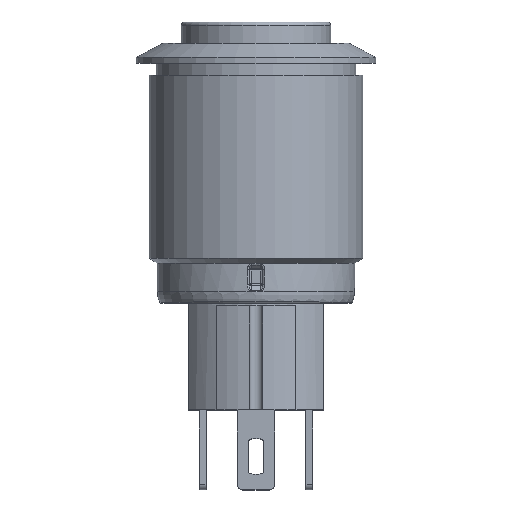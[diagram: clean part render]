
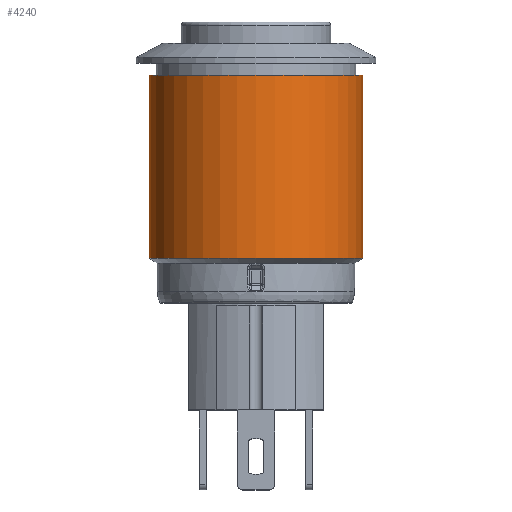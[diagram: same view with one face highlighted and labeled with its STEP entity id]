
A CAD part, top view. The second image highlights one B-rep face of the part: STEP entity #4240.
In plain terms, the highlighted cylindrical face has radius 8 mm (diameter 16 mm), a full revolution.
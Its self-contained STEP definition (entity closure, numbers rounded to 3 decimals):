
#527=FACE_OUTER_BOUND('',#786,.T.);
#786=EDGE_LOOP('',(#3813,#3814,#3815,#3816,#3817,#3818));
#1186=LINE('',#7307,#1567);
#1567=VECTOR('',#5438,8.);
#1679=CIRCLE('',#4534,8.);
#1680=CIRCLE('',#4535,8.);
#1681=CIRCLE('',#4537,8.);
#1682=CIRCLE('',#4538,8.);
#2082=VERTEX_POINT('',#7300);
#2083=VERTEX_POINT('',#7302);
#2084=VERTEX_POINT('',#7306);
#2085=VERTEX_POINT('',#7308);
#2666=EDGE_CURVE('',#2082,#2083,#1679,.T.);
#2667=EDGE_CURVE('',#2083,#2082,#1680,.T.);
#2668=EDGE_CURVE('',#2082,#2084,#1186,.T.);
#2669=EDGE_CURVE('',#2084,#2085,#1681,.T.);
#2670=EDGE_CURVE('',#2085,#2084,#1682,.T.);
#3813=ORIENTED_EDGE('',*,*,#2667,.F.);
#3814=ORIENTED_EDGE('',*,*,#2666,.F.);
#3815=ORIENTED_EDGE('',*,*,#2668,.T.);
#3816=ORIENTED_EDGE('',*,*,#2669,.T.);
#3817=ORIENTED_EDGE('',*,*,#2670,.T.);
#3818=ORIENTED_EDGE('',*,*,#2668,.F.);
#4033=CYLINDRICAL_SURFACE('',#4536,8.);
#4240=ADVANCED_FACE('',(#527),#4033,.T.);
#4534=AXIS2_PLACEMENT_3D('',#7303,#5432,#5433);
#4535=AXIS2_PLACEMENT_3D('',#7304,#5434,#5435);
#4536=AXIS2_PLACEMENT_3D('',#7305,#5436,#5437);
#4537=AXIS2_PLACEMENT_3D('',#7309,#5439,#5440);
#4538=AXIS2_PLACEMENT_3D('',#7310,#5441,#5442);
#5432=DIRECTION('center_axis',(0.,-1.,0.));
#5433=DIRECTION('ref_axis',(1.,0.,0.));
#5434=DIRECTION('center_axis',(0.,-1.,0.));
#5435=DIRECTION('ref_axis',(1.,0.,0.));
#5436=DIRECTION('center_axis',(0.,-1.,0.));
#5437=DIRECTION('ref_axis',(1.,0.,0.));
#5438=DIRECTION('',(0.,1.,0.));
#5439=DIRECTION('center_axis',(0.,-1.,0.));
#5440=DIRECTION('ref_axis',(1.,0.,0.));
#5441=DIRECTION('center_axis',(0.,-1.,0.));
#5442=DIRECTION('ref_axis',(1.,0.,0.));
#7300=CARTESIAN_POINT('',(-8.,-14.627,0.));
#7302=CARTESIAN_POINT('',(8.,-14.627,0.));
#7303=CARTESIAN_POINT('Origin',(0.,-14.627,0.));
#7304=CARTESIAN_POINT('Origin',(0.,-14.627,0.));
#7305=CARTESIAN_POINT('Origin',(0.,-7.763,0.));
#7306=CARTESIAN_POINT('',(-8.,-0.9,0.));
#7307=CARTESIAN_POINT('',(-8.,-7.763,0.));
#7308=CARTESIAN_POINT('',(8.,-0.9,0.));
#7309=CARTESIAN_POINT('Origin',(0.,-0.9,0.));
#7310=CARTESIAN_POINT('Origin',(0.,-0.9,0.));
